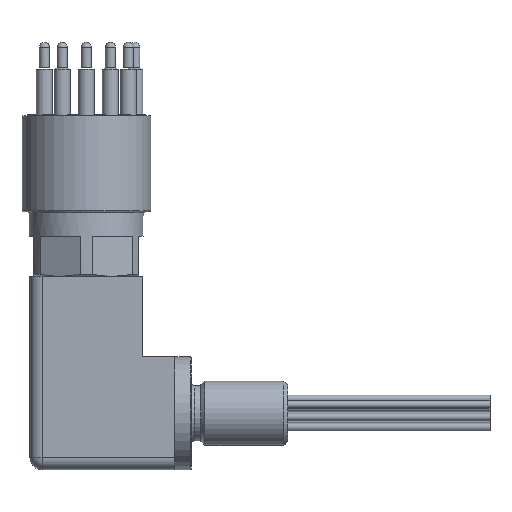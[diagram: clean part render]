
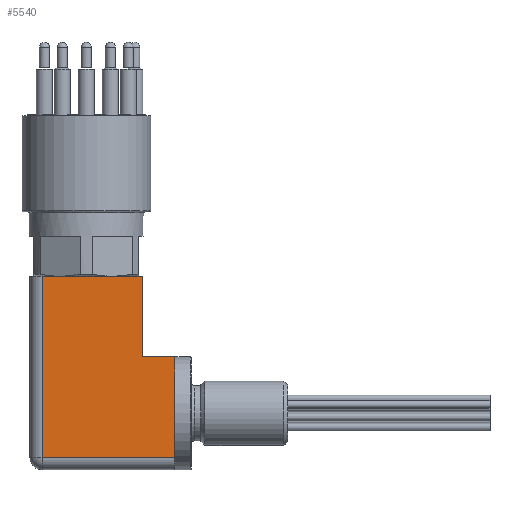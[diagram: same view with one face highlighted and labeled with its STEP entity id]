
A CAD part, left-side view. The second image highlights one B-rep face of the part: STEP entity #5540.
In plain terms, the highlighted planar face has unit normal (-1, 0, 0).
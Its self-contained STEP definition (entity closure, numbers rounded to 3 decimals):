
#373=PLANE('',#6067);
#663=FACE_OUTER_BOUND('',#986,.T.);
#986=EDGE_LOOP('',(#4072,#4073,#4074,#4075,#4076,#4077,#4078));
#1312=LINE('',#8367,#1723);
#1313=LINE('',#8371,#1724);
#1318=LINE('',#8381,#1729);
#1323=LINE('',#8395,#1734);
#1326=LINE('',#8400,#1737);
#1327=LINE('',#8402,#1738);
#1328=LINE('',#8403,#1739);
#1723=VECTOR('',#6870,1000.);
#1724=VECTOR('',#6873,1000.);
#1729=VECTOR('',#6882,1000.);
#1734=VECTOR('',#6897,1000.);
#1737=VECTOR('',#6904,1000.);
#1738=VECTOR('',#6905,1000.);
#1739=VECTOR('',#6906,1000.);
#2397=VERTEX_POINT('',#8224);
#2434=VERTEX_POINT('',#8357);
#2436=VERTEX_POINT('',#8365);
#2437=VERTEX_POINT('',#8369);
#2438=VERTEX_POINT('',#8370);
#2445=VERTEX_POINT('',#8393);
#2446=VERTEX_POINT('',#8401);
#3039=EDGE_CURVE('',#2436,#2434,#1312,.T.);
#3040=EDGE_CURVE('',#2437,#2438,#1313,.T.);
#3046=EDGE_CURVE('',#2436,#2437,#1318,.T.);
#3053=EDGE_CURVE('',#2434,#2445,#1323,.T.);
#3056=EDGE_CURVE('',#2445,#2397,#1326,.T.);
#3057=EDGE_CURVE('',#2397,#2446,#1327,.T.);
#3058=EDGE_CURVE('',#2438,#2446,#1328,.T.);
#4072=ORIENTED_EDGE('',*,*,#3053,.T.);
#4073=ORIENTED_EDGE('',*,*,#3056,.T.);
#4074=ORIENTED_EDGE('',*,*,#3057,.T.);
#4075=ORIENTED_EDGE('',*,*,#3058,.F.);
#4076=ORIENTED_EDGE('',*,*,#3040,.F.);
#4077=ORIENTED_EDGE('',*,*,#3046,.F.);
#4078=ORIENTED_EDGE('',*,*,#3039,.T.);
#5540=ADVANCED_FACE('',(#663),#373,.T.);
#6067=AXIS2_PLACEMENT_3D('',#8399,#6902,#6903);
#6870=DIRECTION('',(0.,0.,-1.));
#6873=DIRECTION('',(0.,0.,-1.));
#6882=DIRECTION('',(0.,-1.,0.));
#6897=DIRECTION('',(0.,-1.,0.));
#6902=DIRECTION('center_axis',(-1.,0.,0.));
#6903=DIRECTION('ref_axis',(0.,0.,1.));
#6904=DIRECTION('',(0.,0.,1.));
#6905=DIRECTION('',(0.,0.,1.));
#6906=DIRECTION('',(0.,-1.,0.));
#8224=CARTESIAN_POINT('',(-37.546,-8.207,23.522));
#8357=CARTESIAN_POINT('',(-37.546,17.981,14.798));
#8365=CARTESIAN_POINT('',(-37.546,17.981,50.51));
#8367=CARTESIAN_POINT('',(-37.546,17.981,12.41));
#8369=CARTESIAN_POINT('',(-37.546,-1.857,50.51));
#8370=CARTESIAN_POINT('',(-37.546,-1.857,34.635));
#8371=CARTESIAN_POINT('',(-37.546,-1.857,34.635));
#8381=CARTESIAN_POINT('',(-37.546,9.256,50.51));
#8393=CARTESIAN_POINT('',(-37.546,-8.207,14.798));
#8395=CARTESIAN_POINT('',(-37.546,-11.382,14.798));
#8399=CARTESIAN_POINT('Origin',(-37.546,9.256,50.51));
#8400=CARTESIAN_POINT('',(-37.546,-8.207,50.51));
#8401=CARTESIAN_POINT('',(-37.546,-8.207,34.635));
#8402=CARTESIAN_POINT('',(-37.546,-8.207,50.51));
#8403=CARTESIAN_POINT('',(-37.546,-30.432,34.635));
